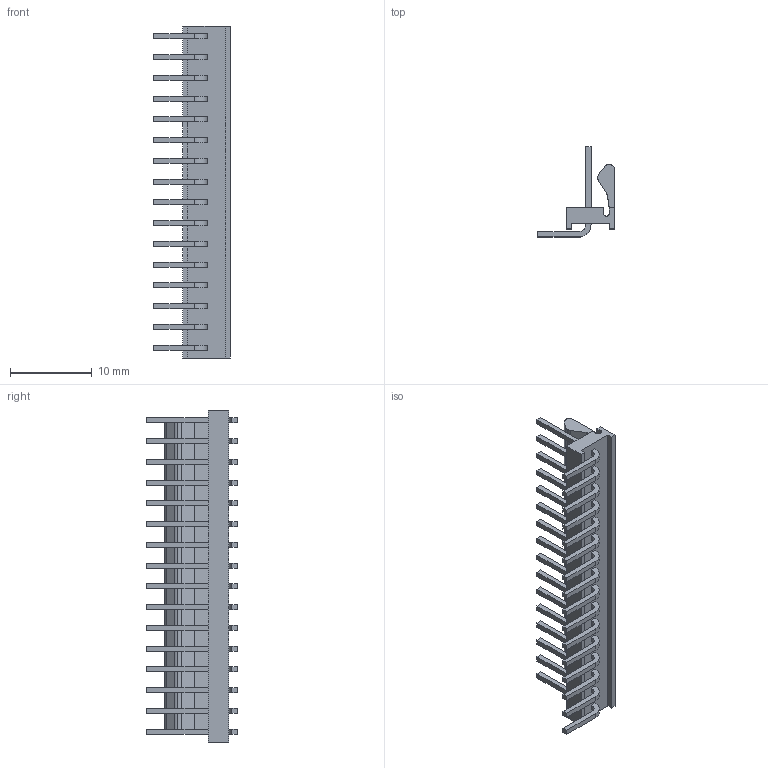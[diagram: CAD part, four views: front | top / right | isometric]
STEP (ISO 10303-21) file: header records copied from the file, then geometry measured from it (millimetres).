
FILE_DESCRIPTION (( 'STEP AP214' ), '1' );
FILE_NAME ('c-0640457-16-s-3d.STEP', '2020-01-25T14:33:11', ( '' ), ( '' ), 'SwSTEP 2.0', 'SolidWorks 2019', '' );
FILE_SCHEMA (( 'AUTOMOTIVE_DESIGN' ));
Length unit declared in the file: inch
Products named in the file (1): c-0640457-16-s-3d
Bounding box: 9.4 x 11.05 x 40.64 mm (x, y, z)
Volume: 808.4 mm3; surface area: 1864.1 mm2
Topology: 1 solids, 1 shells, 246 faces, 636 edges, 424 vertices
Faces by surface type: plane 210, cylinder 36
Entity records: 7725 total; most frequent: CARTESIAN_POINT 1307, ORIENTED_EDGE 1272, DIRECTION 1202, EDGE_CURVE 636, VECTOR 564, LINE 564, VERTEX_POINT 424, AXIS2_PLACEMENT_3D 319
